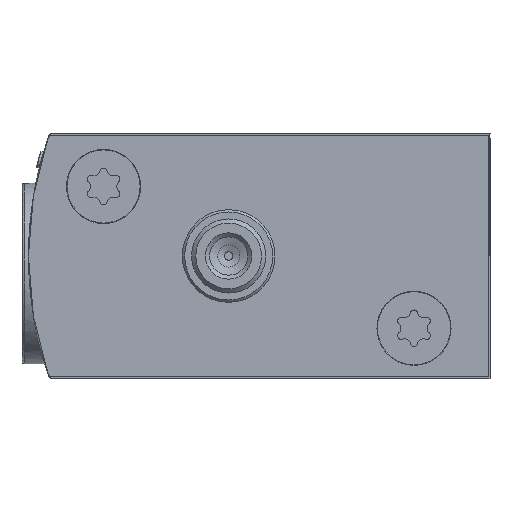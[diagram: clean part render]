
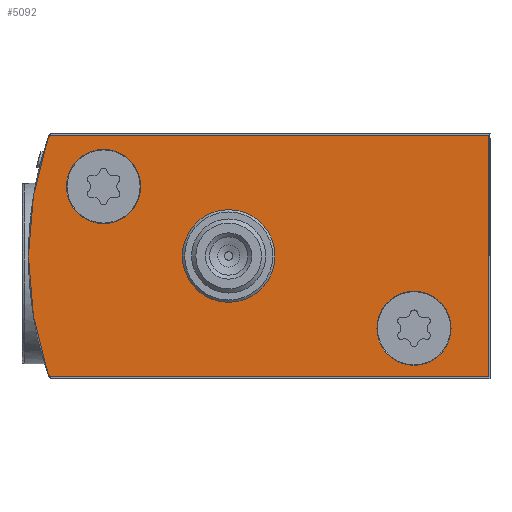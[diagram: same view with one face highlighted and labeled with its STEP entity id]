
A CAD part, left-side view. The second image highlights one B-rep face of the part: STEP entity #5092.
In plain terms, the highlighted planar face has unit normal (-1, 0, 0).
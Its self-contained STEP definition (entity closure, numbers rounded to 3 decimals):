
#534=LINE('',#9084,#973);
#537=LINE('',#9092,#976);
#540=LINE('',#9098,#979);
#973=VECTOR('',#7463,1000.);
#976=VECTOR('',#7470,1000.);
#979=VECTOR('',#7475,1000.);
#2106=ORIENTED_EDGE('',*,*,#2995,.F.);
#2107=ORIENTED_EDGE('',*,*,#2996,.T.);
#2108=ORIENTED_EDGE('',*,*,#2997,.T.);
#2109=ORIENTED_EDGE('',*,*,#2978,.F.);
#2110=ORIENTED_EDGE('',*,*,#2962,.F.);
#2111=ORIENTED_EDGE('',*,*,#2991,.F.);
#2112=ORIENTED_EDGE('',*,*,#2988,.F.);
#2113=ORIENTED_EDGE('',*,*,#2985,.F.);
#2114=ORIENTED_EDGE('',*,*,#2981,.F.);
#2962=EDGE_CURVE('',#3510,#3511,#3809,.T.);
#2978=EDGE_CURVE('',#3511,#3526,#3817,.T.);
#2981=EDGE_CURVE('',#3526,#3528,#534,.T.);
#2985=EDGE_CURVE('',#3528,#3531,#537,.T.);
#2988=EDGE_CURVE('',#3531,#3533,#540,.T.);
#2991=EDGE_CURVE('',#3533,#3510,#3820,.T.);
#2995=EDGE_CURVE('',#3537,#3537,#3824,.F.);
#2996=EDGE_CURVE('',#3538,#3538,#3825,.T.);
#2997=EDGE_CURVE('',#3539,#3539,#3826,.T.);
#3510=VERTEX_POINT('',#9046);
#3511=VERTEX_POINT('',#9047);
#3526=VERTEX_POINT('',#9079);
#3528=VERTEX_POINT('',#9085);
#3531=VERTEX_POINT('',#9093);
#3533=VERTEX_POINT('',#9099);
#3537=VERTEX_POINT('',#9113);
#3538=VERTEX_POINT('',#9115);
#3539=VERTEX_POINT('',#9117);
#3809=CIRCLE('',#6187,39.5);
#3817=CIRCLE('',#6196,0.2);
#3820=CIRCLE('',#6203,0.2);
#3824=CIRCLE('',#6209,5.);
#3825=CIRCLE('',#6210,4.);
#3826=CIRCLE('',#6211,4.);
#4158=EDGE_LOOP('',(#2106));
#4159=EDGE_LOOP('',(#2107));
#4160=EDGE_LOOP('',(#2108));
#4161=EDGE_LOOP('',(#2109,#2110,#2111,#2112,#2113,#2114));
#4573=FACE_BOUND('',#4158,.T.);
#4574=FACE_BOUND('',#4159,.T.);
#4575=FACE_BOUND('',#4160,.T.);
#4576=FACE_BOUND('',#4161,.T.);
#4837=PLANE('',#6208);
#5092=ADVANCED_FACE('',(#4573,#4574,#4575,#4576),#4837,.F.);
#6187=AXIS2_PLACEMENT_3D('',#9045,#7430,#7431);
#6196=AXIS2_PLACEMENT_3D('',#9078,#7456,#7457);
#6203=AXIS2_PLACEMENT_3D('',#9104,#7480,#7481);
#6208=AXIS2_PLACEMENT_3D('',#9111,#7490,#7491);
#6209=AXIS2_PLACEMENT_3D('',#9112,#7492,#7493);
#6210=AXIS2_PLACEMENT_3D('',#9114,#7494,#7495);
#6211=AXIS2_PLACEMENT_3D('',#9116,#7496,#7497);
#7430=DIRECTION('',(1.,0.,0.));
#7431=DIRECTION('',(0.,0.,-1.));
#7456=DIRECTION('',(1.,0.,0.));
#7457=DIRECTION('',(0.,0.,-1.));
#7463=DIRECTION('',(0.,-1.,0.));
#7470=DIRECTION('',(0.,0.,-1.));
#7475=DIRECTION('',(0.,1.,0.));
#7480=DIRECTION('',(1.,0.,0.));
#7481=DIRECTION('',(0.,0.,-1.));
#7490=DIRECTION('',(1.,0.,0.));
#7491=DIRECTION('',(0.,0.,-1.));
#7492=DIRECTION('',(1.,0.,0.));
#7493=DIRECTION('',(0.,0.,-1.));
#7494=DIRECTION('',(1.,0.,0.));
#7495=DIRECTION('',(0.,0.,-1.));
#7496=DIRECTION('',(1.,0.,0.));
#7497=DIRECTION('',(0.,0.,-1.));
#9045=CARTESIAN_POINT('',(0.,10.3,0.));
#9046=CARTESIAN_POINT('',(0.,47.663,-12.815));
#9047=CARTESIAN_POINT('',(0.,47.663,12.815));
#9078=CARTESIAN_POINT('',(0.,47.474,12.75));
#9079=CARTESIAN_POINT('',(0.,47.474,12.95));
#9084=CARTESIAN_POINT('',(0.,47.474,12.95));
#9085=CARTESIAN_POINT('',(0.,0.2,12.95));
#9092=CARTESIAN_POINT('',(0.,0.2,12.95));
#9093=CARTESIAN_POINT('',(0.,0.2,-12.95));
#9098=CARTESIAN_POINT('',(0.,0.2,-12.95));
#9099=CARTESIAN_POINT('',(0.,47.474,-12.95));
#9104=CARTESIAN_POINT('',(0.,47.474,-12.75));
#9111=CARTESIAN_POINT('',(0.,47.474,12.75));
#9112=CARTESIAN_POINT('',(0.,28.2,0.));
#9113=CARTESIAN_POINT('',(0.,28.2,-5.));
#9114=CARTESIAN_POINT('',(0.,41.7,7.5));
#9115=CARTESIAN_POINT('',(0.,41.7,3.5));
#9116=CARTESIAN_POINT('',(0.,8.2,-7.8));
#9117=CARTESIAN_POINT('',(0.,8.2,-11.8));
